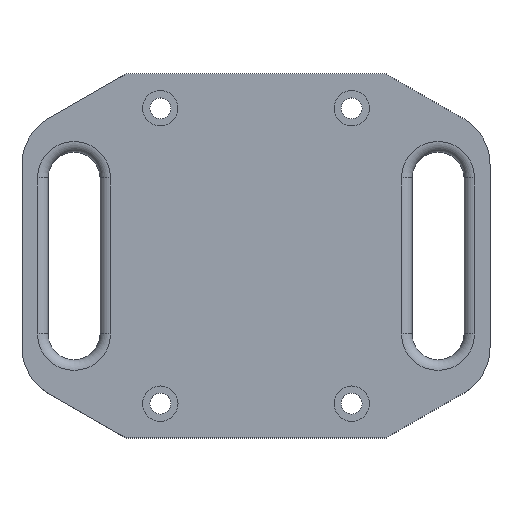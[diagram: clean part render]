
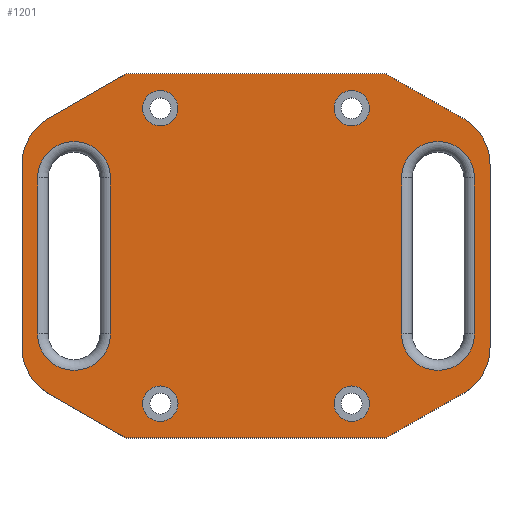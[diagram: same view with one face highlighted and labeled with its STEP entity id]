
A CAD part, top view. The second image highlights one B-rep face of the part: STEP entity #1201.
In plain terms, the highlighted planar face has unit normal (0, 0, 1).
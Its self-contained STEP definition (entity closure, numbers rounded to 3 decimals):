
#15=FACE_BOUND('',#156,.T.);
#16=FACE_BOUND('',#157,.T.);
#17=FACE_BOUND('',#158,.T.);
#18=FACE_BOUND('',#159,.T.);
#19=FACE_BOUND('',#160,.T.);
#20=FACE_BOUND('',#161,.T.);
#34=PLANE('',#1296);
#83=FACE_OUTER_BOUND('',#155,.T.);
#155=EDGE_LOOP('',(#839,#840,#841,#842,#843,#844,#845,#846,#847,#848,#849,
#850));
#156=EDGE_LOOP('',(#851,#852,#853,#854));
#157=EDGE_LOOP('',(#855));
#158=EDGE_LOOP('',(#856));
#159=EDGE_LOOP('',(#857));
#160=EDGE_LOOP('',(#858));
#161=EDGE_LOOP('',(#859,#860,#861,#862));
#240=LINE('',#1812,#352);
#241=LINE('',#1823,#353);
#247=LINE('',#1843,#359);
#248=LINE('',#1845,#360);
#249=LINE('',#1847,#361);
#250=LINE('',#1851,#362);
#251=LINE('',#1855,#363);
#252=LINE('',#1857,#364);
#253=LINE('',#1859,#365);
#254=LINE('',#1862,#366);
#255=LINE('',#1865,#367);
#256=LINE('',#1869,#368);
#352=VECTOR('',#1426,10.);
#353=VECTOR('',#1439,10.);
#359=VECTOR('',#1461,10.);
#360=VECTOR('',#1462,10.);
#361=VECTOR('',#1463,10.);
#362=VECTOR('',#1466,10.);
#363=VECTOR('',#1469,10.);
#364=VECTOR('',#1470,10.);
#365=VECTOR('',#1471,10.);
#366=VECTOR('',#1474,10.);
#367=VECTOR('',#1475,10.);
#368=VECTOR('',#1478,10.);
#466=CIRCLE('',#1286,3.5);
#469=CIRCLE('',#1291,3.5);
#472=CIRCLE('',#1297,5.);
#473=CIRCLE('',#1298,5.);
#474=CIRCLE('',#1299,5.);
#475=CIRCLE('',#1300,5.);
#476=CIRCLE('',#1301,3.5);
#477=CIRCLE('',#1302,3.5);
#478=CIRCLE('',#1303,1.7);
#479=CIRCLE('',#1304,1.7);
#480=CIRCLE('',#1305,1.7);
#481=CIRCLE('',#1306,1.7);
#527=VERTEX_POINT('',#1805);
#530=VERTEX_POINT('',#1810);
#532=VERTEX_POINT('',#1815);
#534=VERTEX_POINT('',#1821);
#538=VERTEX_POINT('',#1839);
#539=VERTEX_POINT('',#1840);
#540=VERTEX_POINT('',#1842);
#541=VERTEX_POINT('',#1844);
#542=VERTEX_POINT('',#1846);
#543=VERTEX_POINT('',#1848);
#544=VERTEX_POINT('',#1850);
#545=VERTEX_POINT('',#1852);
#546=VERTEX_POINT('',#1854);
#547=VERTEX_POINT('',#1856);
#548=VERTEX_POINT('',#1858);
#549=VERTEX_POINT('',#1860);
#550=VERTEX_POINT('',#1863);
#551=VERTEX_POINT('',#1864);
#552=VERTEX_POINT('',#1866);
#553=VERTEX_POINT('',#1868);
#554=VERTEX_POINT('',#1871);
#555=VERTEX_POINT('',#1873);
#556=VERTEX_POINT('',#1875);
#557=VERTEX_POINT('',#1877);
#642=EDGE_CURVE('',#530,#527,#240,.T.);
#644=EDGE_CURVE('',#532,#530,#466,.T.);
#647=EDGE_CURVE('',#534,#532,#241,.T.);
#649=EDGE_CURVE('',#527,#534,#469,.T.);
#656=EDGE_CURVE('',#538,#539,#472,.T.);
#657=EDGE_CURVE('',#538,#540,#247,.T.);
#658=EDGE_CURVE('',#540,#541,#248,.T.);
#659=EDGE_CURVE('',#541,#542,#249,.T.);
#660=EDGE_CURVE('',#543,#542,#473,.T.);
#661=EDGE_CURVE('',#543,#544,#250,.T.);
#662=EDGE_CURVE('',#545,#544,#474,.T.);
#663=EDGE_CURVE('',#545,#546,#251,.T.);
#664=EDGE_CURVE('',#546,#547,#252,.T.);
#665=EDGE_CURVE('',#547,#548,#253,.T.);
#666=EDGE_CURVE('',#549,#548,#475,.T.);
#667=EDGE_CURVE('',#549,#539,#254,.T.);
#668=EDGE_CURVE('',#550,#551,#255,.T.);
#669=EDGE_CURVE('',#552,#550,#476,.T.);
#670=EDGE_CURVE('',#553,#552,#256,.T.);
#671=EDGE_CURVE('',#551,#553,#477,.T.);
#672=EDGE_CURVE('',#554,#554,#478,.T.);
#673=EDGE_CURVE('',#555,#555,#479,.T.);
#674=EDGE_CURVE('',#556,#556,#480,.T.);
#675=EDGE_CURVE('',#557,#557,#481,.T.);
#839=ORIENTED_EDGE('',*,*,#656,.F.);
#840=ORIENTED_EDGE('',*,*,#657,.T.);
#841=ORIENTED_EDGE('',*,*,#658,.T.);
#842=ORIENTED_EDGE('',*,*,#659,.T.);
#843=ORIENTED_EDGE('',*,*,#660,.F.);
#844=ORIENTED_EDGE('',*,*,#661,.T.);
#845=ORIENTED_EDGE('',*,*,#662,.F.);
#846=ORIENTED_EDGE('',*,*,#663,.T.);
#847=ORIENTED_EDGE('',*,*,#664,.T.);
#848=ORIENTED_EDGE('',*,*,#665,.T.);
#849=ORIENTED_EDGE('',*,*,#666,.F.);
#850=ORIENTED_EDGE('',*,*,#667,.T.);
#851=ORIENTED_EDGE('',*,*,#668,.F.);
#852=ORIENTED_EDGE('',*,*,#669,.F.);
#853=ORIENTED_EDGE('',*,*,#670,.F.);
#854=ORIENTED_EDGE('',*,*,#671,.F.);
#855=ORIENTED_EDGE('',*,*,#672,.T.);
#856=ORIENTED_EDGE('',*,*,#673,.T.);
#857=ORIENTED_EDGE('',*,*,#674,.T.);
#858=ORIENTED_EDGE('',*,*,#675,.T.);
#859=ORIENTED_EDGE('',*,*,#642,.F.);
#860=ORIENTED_EDGE('',*,*,#644,.F.);
#861=ORIENTED_EDGE('',*,*,#647,.F.);
#862=ORIENTED_EDGE('',*,*,#649,.F.);
#1201=ADVANCED_FACE('',(#83,#15,#16,#17,#18,#19,#20),#34,.T.);
#1286=AXIS2_PLACEMENT_3D('',#1817,#1431,#1432);
#1291=AXIS2_PLACEMENT_3D('',#1826,#1443,#1444);
#1296=AXIS2_PLACEMENT_3D('',#1838,#1457,#1458);
#1297=AXIS2_PLACEMENT_3D('',#1841,#1459,#1460);
#1298=AXIS2_PLACEMENT_3D('',#1849,#1464,#1465);
#1299=AXIS2_PLACEMENT_3D('',#1853,#1467,#1468);
#1300=AXIS2_PLACEMENT_3D('',#1861,#1472,#1473);
#1301=AXIS2_PLACEMENT_3D('',#1867,#1476,#1477);
#1302=AXIS2_PLACEMENT_3D('',#1870,#1479,#1480);
#1303=AXIS2_PLACEMENT_3D('',#1872,#1481,#1482);
#1304=AXIS2_PLACEMENT_3D('',#1874,#1483,#1484);
#1305=AXIS2_PLACEMENT_3D('',#1876,#1485,#1486);
#1306=AXIS2_PLACEMENT_3D('',#1878,#1487,#1488);
#1426=DIRECTION('',(0.,-1.,0.));
#1431=DIRECTION('center_axis',(0.,0.,1.));
#1432=DIRECTION('ref_axis',(0.,1.,0.));
#1439=DIRECTION('',(0.,1.,0.));
#1443=DIRECTION('center_axis',(0.,0.,1.));
#1444=DIRECTION('ref_axis',(0.,-1.,0.));
#1457=DIRECTION('center_axis',(0.,0.,1.));
#1458=DIRECTION('ref_axis',(1.,0.,0.));
#1459=DIRECTION('center_axis',(0.,0.,-1.));
#1460=DIRECTION('ref_axis',(-0.866,-0.5,0.));
#1461=DIRECTION('',(0.866,-0.5,0.));
#1462=DIRECTION('',(1.,0.,0.));
#1463=DIRECTION('',(0.866,0.5,0.));
#1464=DIRECTION('center_axis',(0.,0.,-1.));
#1465=DIRECTION('ref_axis',(0.866,-0.5,0.));
#1466=DIRECTION('',(0.,1.,0.));
#1467=DIRECTION('center_axis',(0.,0.,-1.));
#1468=DIRECTION('ref_axis',(0.866,0.5,0.));
#1469=DIRECTION('',(-0.866,0.5,0.));
#1470=DIRECTION('',(-1.,0.,0.));
#1471=DIRECTION('',(-0.866,-0.5,0.));
#1472=DIRECTION('center_axis',(0.,0.,-1.));
#1473=DIRECTION('ref_axis',(-0.866,0.5,0.));
#1474=DIRECTION('',(0.,-1.,0.));
#1475=DIRECTION('',(0.,1.,0.));
#1476=DIRECTION('center_axis',(0.,0.,1.));
#1477=DIRECTION('ref_axis',(0.,-1.,0.));
#1478=DIRECTION('',(0.,-1.,0.));
#1479=DIRECTION('center_axis',(0.,0.,1.));
#1480=DIRECTION('ref_axis',(0.,1.,0.));
#1481=DIRECTION('center_axis',(0.,0.,-1.));
#1482=DIRECTION('ref_axis',(1.,0.,0.));
#1483=DIRECTION('center_axis',(0.,0.,-1.));
#1484=DIRECTION('ref_axis',(-1.,0.,0.));
#1485=DIRECTION('center_axis',(0.,0.,-1.));
#1486=DIRECTION('ref_axis',(1.,0.,0.));
#1487=DIRECTION('center_axis',(0.,0.,-1.));
#1488=DIRECTION('ref_axis',(-1.,0.,0.));
#1805=CARTESIAN_POINT('',(-8.5,10.,20.));
#1810=CARTESIAN_POINT('',(-8.5,25.,20.));
#1812=CARTESIAN_POINT('',(-8.5,13.75,20.));
#1815=CARTESIAN_POINT('',(-1.5,25.,20.));
#1817=CARTESIAN_POINT('Origin',(-5.,25.,20.));
#1821=CARTESIAN_POINT('',(-1.5,10.,20.));
#1823=CARTESIAN_POINT('',(-1.5,21.25,20.));
#1826=CARTESIAN_POINT('Origin',(-5.,10.,20.));
#1838=CARTESIAN_POINT('Origin',(12.5,17.5,20.));
#1839=CARTESIAN_POINT('',(-7.5,4.33,20.));
#1840=CARTESIAN_POINT('',(-10.,8.66,20.));
#1841=CARTESIAN_POINT('Origin',(-5.,8.66,20.));
#1842=CARTESIAN_POINT('',(0.,0.,20.));
#1843=CARTESIAN_POINT('',(-10.,5.774,20.));
#1844=CARTESIAN_POINT('',(25.,0.,20.));
#1845=CARTESIAN_POINT('',(25.,0.,20.));
#1846=CARTESIAN_POINT('',(32.5,4.33,20.));
#1847=CARTESIAN_POINT('',(35.,5.774,20.));
#1848=CARTESIAN_POINT('',(35.,8.66,20.));
#1849=CARTESIAN_POINT('Origin',(30.,8.66,20.));
#1850=CARTESIAN_POINT('',(35.,26.34,20.));
#1851=CARTESIAN_POINT('',(35.,29.226,20.));
#1852=CARTESIAN_POINT('',(32.5,30.67,20.));
#1853=CARTESIAN_POINT('Origin',(30.,26.34,20.));
#1854=CARTESIAN_POINT('',(25.,35.,20.));
#1855=CARTESIAN_POINT('',(25.,35.,20.));
#1856=CARTESIAN_POINT('',(0.,35.,20.));
#1857=CARTESIAN_POINT('',(0.,35.,20.));
#1858=CARTESIAN_POINT('',(-7.5,30.67,20.));
#1859=CARTESIAN_POINT('',(0.,35.,20.));
#1860=CARTESIAN_POINT('',(-10.,26.34,20.));
#1861=CARTESIAN_POINT('Origin',(-5.,26.34,20.));
#1862=CARTESIAN_POINT('',(-10.,29.226,20.));
#1863=CARTESIAN_POINT('',(33.5,10.,20.));
#1864=CARTESIAN_POINT('',(33.5,25.,20.));
#1865=CARTESIAN_POINT('',(33.5,21.25,20.));
#1866=CARTESIAN_POINT('',(26.5,10.,20.));
#1867=CARTESIAN_POINT('Origin',(30.,10.,20.));
#1868=CARTESIAN_POINT('',(26.5,25.,20.));
#1869=CARTESIAN_POINT('',(26.5,13.75,20.));
#1870=CARTESIAN_POINT('Origin',(30.,25.,20.));
#1871=CARTESIAN_POINT('',(20.,31.7,20.));
#1872=CARTESIAN_POINT('Origin',(21.7,31.7,20.));
#1873=CARTESIAN_POINT('',(5.,31.7,20.));
#1874=CARTESIAN_POINT('Origin',(3.3,31.7,20.));
#1875=CARTESIAN_POINT('',(20.,3.3,20.));
#1876=CARTESIAN_POINT('Origin',(21.7,3.3,20.));
#1877=CARTESIAN_POINT('',(5.,3.3,20.));
#1878=CARTESIAN_POINT('Origin',(3.3,3.3,20.));
